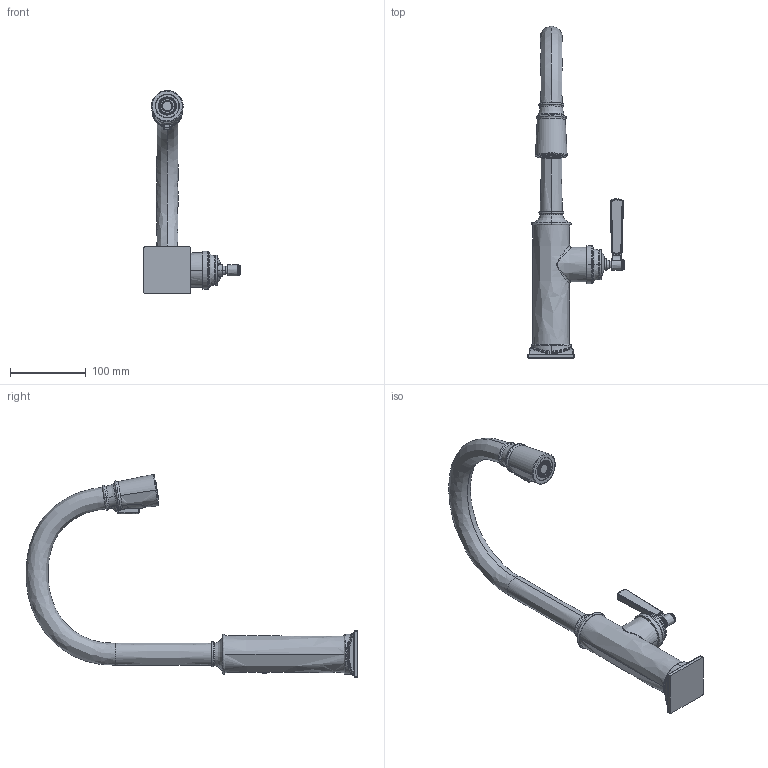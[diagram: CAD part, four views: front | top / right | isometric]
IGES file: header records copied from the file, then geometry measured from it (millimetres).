
Start section:  PTC IGES file: 3170-5103.igs
Global section: file name: 3170-5103.igs; native system: Creo Parametric by PTC Inc.; preprocessor: 2018400; author: jinson.thomas; organization: Unknown; date: 20210408.141516; units: inch
Bounding box: 126.75 x 437.75 x 268.01 mm (x, y, z)
Volume: 818894.9 mm3; surface area: 101127.9 mm2
Topology: 2 solids, 2 shells, 498 faces, 1089 edges, 639 vertices
Faces by surface type: revolution 278, bspline 220
